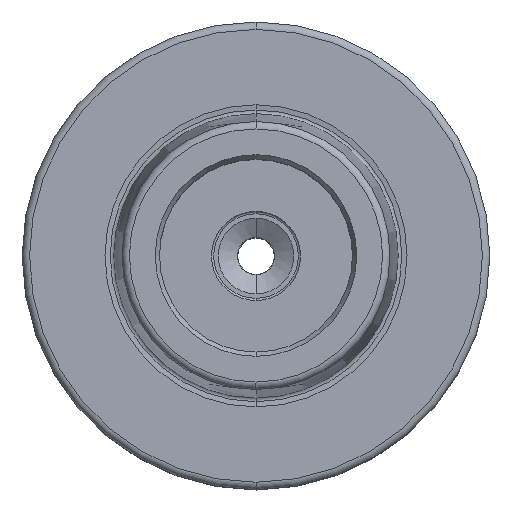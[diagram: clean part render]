
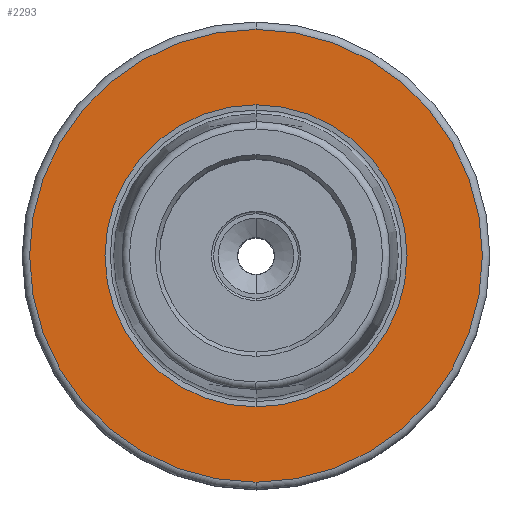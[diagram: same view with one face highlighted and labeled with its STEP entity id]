
A CAD part, top view. The second image highlights one B-rep face of the part: STEP entity #2293.
In plain terms, the highlighted planar face has unit normal (0, 0, 1).
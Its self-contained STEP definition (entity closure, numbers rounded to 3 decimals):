
#658=CARTESIAN_POINT('',(0,0,26));
#659=DIRECTION('',(0,0,1));
#660=DIRECTION('',(0,1,0));
#661=AXIS2_PLACEMENT_3D('',#658,#659,#660);
#663=CARTESIAN_POINT('',(0,0,26));
#664=DIRECTION('',(0,0,1));
#665=DIRECTION('',(0,-1,0));
#666=AXIS2_PLACEMENT_3D('',#663,#664,#665);
#676=CARTESIAN_POINT('',(0,0,26));
#677=DIRECTION('',(0,0,1));
#678=DIRECTION('',(0,1,0));
#679=AXIS2_PLACEMENT_3D('',#676,#677,#678);
#681=CARTESIAN_POINT('',(0,0,26));
#682=DIRECTION('',(0,0,-1));
#683=DIRECTION('',(0,1,0));
#684=AXIS2_PLACEMENT_3D('',#681,#682,#683);
#1019=CARTESIAN_POINT('',(0,20.344,26));
#1021=VERTEX_POINT('',#1019);
#1049=CARTESIAN_POINT('',(0,-20.344,26));
#1051=VERTEX_POINT('',#1049);
#1095=CARTESIAN_POINT('',(0,30.5,26));
#1096=CARTESIAN_POINT('',(0,-30.5,26));
#1097=VERTEX_POINT('',#1095);
#1098=VERTEX_POINT('',#1096);
#2277=CARTESIAN_POINT('',(0,0,26));
#2278=DIRECTION('',(0,0,-1));
#2279=DIRECTION('',(0,-1,0));
#2280=AXIS2_PLACEMENT_3D('',#2277,#2278,#2279);
#2281=PLANE('',#2280);
#2283=ORIENTED_EDGE('',*,*,#2282,.F.);
#2284=ORIENTED_EDGE('',*,*,#2267,.F.);
#2285=EDGE_LOOP('',(#2283,#2284));
#2286=FACE_OUTER_BOUND('',#2285,.F.);
#2288=ORIENTED_EDGE('',*,*,#2287,.T.);
#2290=ORIENTED_EDGE('',*,*,#2289,.F.);
#2291=EDGE_LOOP('',(#2288,#2290));
#2292=FACE_BOUND('',#2291,.F.);
#2293=ADVANCED_FACE('',(#2286,#2292),#2281,.F.);
#662=CIRCLE('',#661,30.5);
#667=CIRCLE('',#666,30.5);
#680=CIRCLE('',#679,20.344);
#685=CIRCLE('',#684,20.344);
#2267=EDGE_CURVE('',#1098,#1097,#667,.T.);
#2282=EDGE_CURVE('',#1097,#1098,#662,.T.);
#2287=EDGE_CURVE('',#1021,#1051,#680,.T.);
#2289=EDGE_CURVE('',#1021,#1051,#685,.T.);
